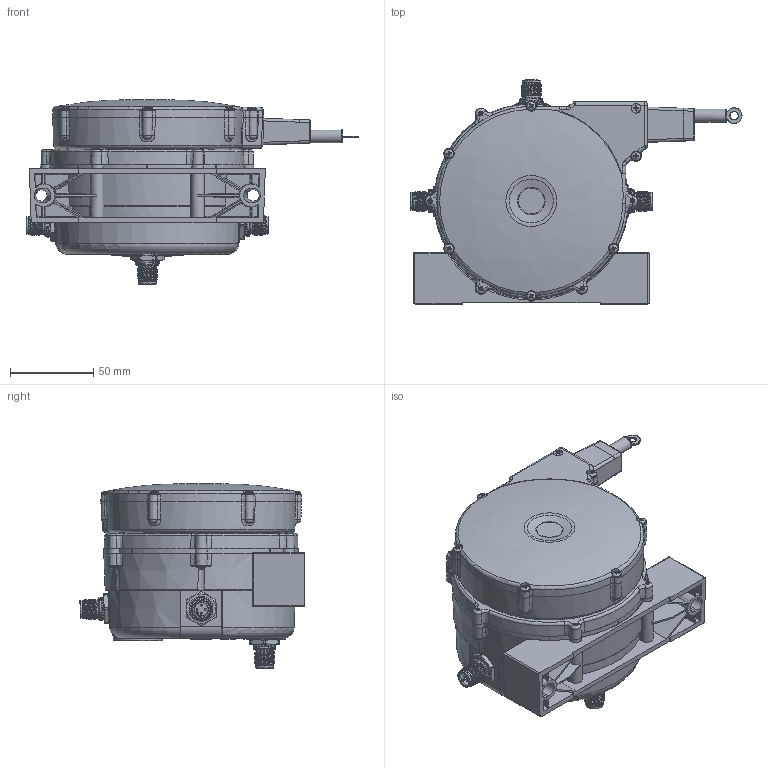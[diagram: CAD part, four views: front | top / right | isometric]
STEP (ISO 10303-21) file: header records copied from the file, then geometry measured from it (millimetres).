
FILE_DESCRIPTION(/* description */ (''),/* implementation_level */ '2;1');
FILE_NAME(/* name */ 'jx-hm-150-2.stp',/* time_stamp */ '2024-05-07T13:00:07-07:00',/* author */ ('JessRP'),/* organization */ (''),/* preprocessor_version */ 'ST-DEVELOPER v18',/* originating_system */ 'Autodesk Inventor 2020',/* authorisation */ '');
FILE_SCHEMA (('AUTOMOTIVE_DESIGN { 1 0 10303 214 3 1 1 }'));
Products named in the file (1): jx-hm-150-2
Bounding box: 199.21 x 134.51 x 110.55 mm (x, y, z)
Volume: 998397.1 mm3; surface area: 136106.1 mm2
Topology: 1 solids, 35 shells, 2291 faces, 6279 edges, 4134 vertices
Faces by surface type: plane 966, bspline 502, cylinder 420, cone 254, torus 108, sphere 41
Full cylindrical faces by diameter (mm): 0.864 x1, 1 x16, 2.134 x48, 2.413 x6, 2.819 x42, 3.988 x1, 4.826 x1, 5.563 x13, 6.35 x1, 6.756 x1, 7.175 x1, 7.938 x2, 8.3 x4, 9.5 x8, 9.6 x8, 10.6 x8, 10.917 x28, 13.5 x4
Entity records: 156273 total; most frequent: CARTESIAN_POINT 100296, ORIENTED_EDGE 12496, DIRECTION 9269, EDGE_CURVE 6248, VERTEX_POINT 4134, AXIS2_PLACEMENT_3D 3424, EDGE_LOOP 2440, LINE 2421
